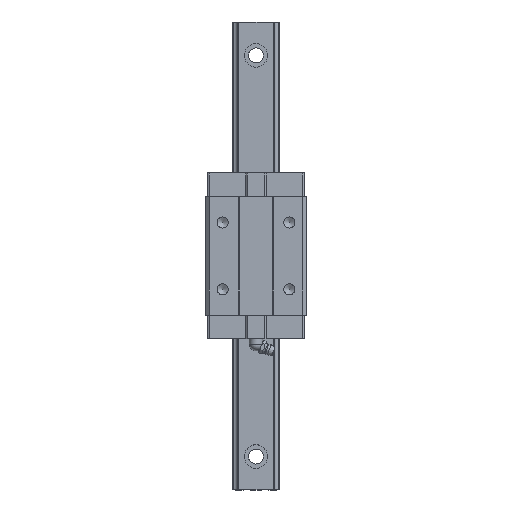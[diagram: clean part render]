
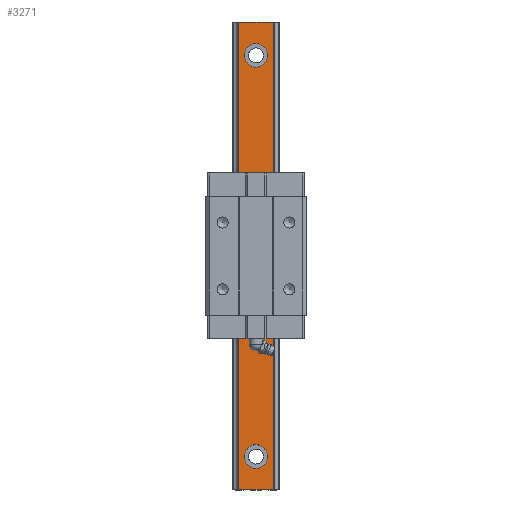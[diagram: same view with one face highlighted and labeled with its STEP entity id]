
A CAD part, top view. The second image highlights one B-rep face of the part: STEP entity #3271.
In plain terms, the highlighted planar face has unit normal (0, 0, 1).
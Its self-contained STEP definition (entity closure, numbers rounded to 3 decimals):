
#139=CIRCLE('',#4177,7.);
#146=CIRCLE('',#4194,7.);
#153=CIRCLE('',#4211,7.);
#155=CIRCLE('',#4219,7.);
#366=ORIENTED_EDGE('',*,*,#1242,.T.);
#367=ORIENTED_EDGE('',*,*,#1257,.T.);
#368=ORIENTED_EDGE('',*,*,#1272,.T.);
#369=ORIENTED_EDGE('',*,*,#1287,.T.);
#370=ORIENTED_EDGE('',*,*,#1288,.F.);
#371=ORIENTED_EDGE('',*,*,#1286,.F.);
#372=ORIENTED_EDGE('',*,*,#1289,.T.);
#373=ORIENTED_EDGE('',*,*,#1290,.T.);
#1242=EDGE_CURVE('',#1714,#1714,#139,.T.);
#1257=EDGE_CURVE('',#1725,#1725,#146,.T.);
#1272=EDGE_CURVE('',#1736,#1736,#153,.T.);
#1286=EDGE_CURVE('',#1748,#1746,#2055,.T.);
#1287=EDGE_CURVE('',#1749,#1749,#155,.T.);
#1288=EDGE_CURVE('',#1746,#1750,#2056,.T.);
#1289=EDGE_CURVE('',#1748,#1751,#2057,.T.);
#1290=EDGE_CURVE('',#1751,#1750,#2058,.T.);
#1714=VERTEX_POINT('',#5518);
#1725=VERTEX_POINT('',#5550);
#1736=VERTEX_POINT('',#5582);
#1746=VERTEX_POINT('',#5607);
#1748=VERTEX_POINT('',#5611);
#1749=VERTEX_POINT('',#5615);
#1750=VERTEX_POINT('',#5617);
#1751=VERTEX_POINT('',#5619);
#2055=LINE('',#5612,#2363);
#2056=LINE('',#5616,#2364);
#2057=LINE('',#5618,#2365);
#2058=LINE('',#5620,#2366);
#2363=VECTOR('',#4640,1000.);
#2364=VECTOR('',#4645,1000.);
#2365=VECTOR('',#4646,1000.);
#2366=VECTOR('',#4647,1000.);
#2679=EDGE_LOOP('',(#366));
#2680=EDGE_LOOP('',(#367));
#2681=EDGE_LOOP('',(#368));
#2682=EDGE_LOOP('',(#369));
#2683=EDGE_LOOP('',(#370,#371,#372,#373));
#2916=FACE_BOUND('',#2679,.T.);
#2917=FACE_BOUND('',#2680,.T.);
#2918=FACE_BOUND('',#2681,.T.);
#2919=FACE_BOUND('',#2682,.T.);
#2920=FACE_BOUND('',#2683,.T.);
#3142=PLANE('',#4218);
#3271=ADVANCED_FACE('',(#2916,#2917,#2918,#2919,#2920),#3142,.T.);
#4177=AXIS2_PLACEMENT_3D('',#5517,#4539,#4540);
#4194=AXIS2_PLACEMENT_3D('',#5549,#4577,#4578);
#4211=AXIS2_PLACEMENT_3D('',#5581,#4615,#4616);
#4218=AXIS2_PLACEMENT_3D('',#5613,#4641,#4642);
#4219=AXIS2_PLACEMENT_3D('',#5614,#4643,#4644);
#4539=DIRECTION('',(0.,0.,-1.));
#4540=DIRECTION('',(1.,0.,0.));
#4577=DIRECTION('',(0.,0.,-1.));
#4578=DIRECTION('',(1.,0.,0.));
#4615=DIRECTION('',(0.,0.,-1.));
#4616=DIRECTION('',(1.,0.,0.));
#4640=DIRECTION('',(0.,1.,0.));
#4641=DIRECTION('',(0.,0.,1.));
#4642=DIRECTION('',(1.,0.,0.));
#4643=DIRECTION('',(0.,0.,-1.));
#4644=DIRECTION('',(1.,0.,0.));
#4645=DIRECTION('',(1.,0.,0.));
#4646=DIRECTION('',(1.,0.,0.));
#4647=DIRECTION('',(0.,1.,0.));
#5517=CARTESIAN_POINT('',(0.,-120.,26.));
#5518=CARTESIAN_POINT('',(7.,-120.,26.));
#5549=CARTESIAN_POINT('',(0.,-40.,26.));
#5550=CARTESIAN_POINT('',(7.,-40.,26.));
#5581=CARTESIAN_POINT('',(0.,40.,26.));
#5582=CARTESIAN_POINT('',(7.,40.,26.));
#5607=CARTESIAN_POINT('',(-10.2,140.,26.));
#5611=CARTESIAN_POINT('',(-10.2,-140.,26.));
#5612=CARTESIAN_POINT('',(-10.2,-140.,26.));
#5613=CARTESIAN_POINT('',(-10.2,-140.,26.));
#5614=CARTESIAN_POINT('',(0.,120.,26.));
#5615=CARTESIAN_POINT('',(7.,120.,26.));
#5616=CARTESIAN_POINT('',(-10.2,140.,26.));
#5617=CARTESIAN_POINT('',(10.2,140.,26.));
#5618=CARTESIAN_POINT('',(-10.2,-140.,26.));
#5619=CARTESIAN_POINT('',(10.2,-140.,26.));
#5620=CARTESIAN_POINT('',(10.2,-140.,26.));
